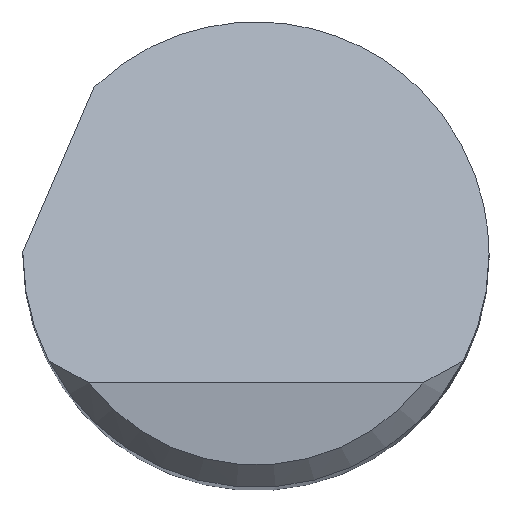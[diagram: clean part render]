
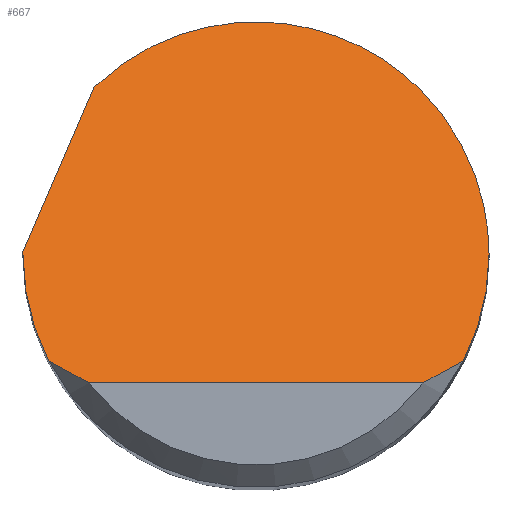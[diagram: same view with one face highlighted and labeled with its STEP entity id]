
A CAD part, top view. The second image highlights one B-rep face of the part: STEP entity #667.
In plain terms, the highlighted planar face has unit normal (0, 0.707, 0.707).
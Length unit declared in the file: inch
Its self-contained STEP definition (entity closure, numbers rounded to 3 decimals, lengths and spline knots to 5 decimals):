
#29 = EDGE_CURVE ( 'NONE', #454, #611, #184, .T. ) ;
#30 = CARTESIAN_POINT ( 'NONE',  ( -0.15625, 0., 1.91375 ) ) ;
#38 = CARTESIAN_POINT ( 'NONE',  ( 0.13906, -0.07125, 1.985 ) ) ;
#45 = ORIENTED_EDGE ( 'NONE', *, *, #624, .T. ) ;
#53 = CARTESIAN_POINT ( 'NONE',  ( 0.15625, 0., 1.91375 ) ) ;
#62 = VERTEX_POINT ( 'NONE', #465 ) ;
#82 = DIRECTION ( 'NONE',  ( 1., 0., 0. ) ) ;
#83 = ORIENTED_EDGE ( 'NONE', *, *, #261, .F. ) ;
#88 = CARTESIAN_POINT ( 'NONE',  ( -0.13035, -0.07657, 1.99032 ) ) ;
#91 = ORIENTED_EDGE ( 'NONE', *, *, #689, .F. ) ;
#99 = EDGE_CURVE ( 'NONE', #328, #62, #596, .T. ) ;
#128 = CARTESIAN_POINT ( 'NONE',  ( -0.15625, 0., 1.91375 ) ) ;
#132 = CARTESIAN_POINT ( 'NONE',  ( 0.15625, 0.1616, 1.75215 ) ) ;
#135 = CARTESIAN_POINT ( 'NONE',  ( -0.15625, -0.02489, 1.93864 ) ) ;
#142 = CARTESIAN_POINT ( 'NONE',  ( 0.15625, 0., 1.91375 ) ) ;
#145 = CARTESIAN_POINT ( 'NONE',  ( 0., -0.08625, 2. ) ) ;
#157 = VECTOR ( 'NONE', #471, 39.37008 ) ;
#158 = CARTESIAN_POINT ( 'NONE',  ( 0.13035, -0.07657, 1.99032 ) ) ;
#162 = B_SPLINE_CURVE_WITH_KNOTS ( 'NONE', 3,
 ( #790, #478, #158, #38 ),
 .UNSPECIFIED., .F., .F.,
 ( 4, 4 ),
 ( 0., 0.00088 ),
 .UNSPECIFIED. ) ;
#173 = ORIENTED_EDGE ( 'NONE', *, *, #29, .F. ) ;
#178 = EDGE_CURVE ( 'NONE', #62, #783, #162, .T. ) ;
#184 =( BOUNDED_CURVE ( )  B_SPLINE_CURVE ( 3, ( #763, #444, #135, #570 ),
 .UNSPECIFIED., .F., .F. ) 
 B_SPLINE_CURVE_WITH_KNOTS ( ( 4, 4 ),
 ( 4.23889, 4.71239 ),
 .UNSPECIFIED. ) 
 CURVE ( )  GEOMETRIC_REPRESENTATION_ITEM ( )  RATIONAL_B_SPLINE_CURVE ( ( 1., 0.981, 0.981, 1. ) ) 
 REPRESENTATION_ITEM ( '' )  );
#185 = ORIENTED_EDGE ( 'NONE', *, *, #178, .T. ) ;
#206 =( BOUNDED_CURVE ( )  B_SPLINE_CURVE ( 3, ( #254, #753, #132, #53 ),
 .UNSPECIFIED., .F., .F. ) 
 B_SPLINE_CURVE_WITH_KNOTS ( ( 4, 4 ),
 ( 5.51413, 7.85398 ),
 .UNSPECIFIED. ) 
 CURVE ( )  GEOMETRIC_REPRESENTATION_ITEM ( )  RATIONAL_B_SPLINE_CURVE ( ( 1., 0.593, 0.593, 1. ) ) 
 REPRESENTATION_ITEM ( '' )  );
#209 = VECTOR ( 'NONE', #82, 39.37008 ) ;
#225 = AXIS2_PLACEMENT_3D ( 'NONE', #801, #412, #283 ) ;
#232 = LINE ( 'NONE', #483, #157 ) ;
#246 = CARTESIAN_POINT ( 'NONE',  ( -0.11186, -0.08625, 2. ) ) ;
#254 = CARTESIAN_POINT ( 'NONE',  ( -0.10866, 0.11228, 1.80147 ) ) ;
#261 = EDGE_CURVE ( 'NONE', #593, #414, #206, .T. ) ;
#283 = DIRECTION ( 'NONE',  ( 0., 0.707, -0.707 ) ) ;
#290 = CARTESIAN_POINT ( 'NONE',  ( -0.13906, -0.07125, 1.985 ) ) ;
#328 = VERTEX_POINT ( 'NONE', #246 ) ;
#342 = CARTESIAN_POINT ( 'NONE',  ( 0.13906, -0.07125, 1.985 ) ) ;
#393 = EDGE_LOOP ( 'NONE', ( #683, #185, #516, #83, #91, #440, #173, #45 ) ) ;
#401 = CARTESIAN_POINT ( 'NONE',  ( 0.15625, -0.02489, 1.93864 ) ) ;
#412 = DIRECTION ( 'NONE',  ( 0., -0.707, -0.707 ) ) ;
#414 = VERTEX_POINT ( 'NONE', #636 ) ;
#440 = ORIENTED_EDGE ( 'NONE', *, *, #784, .F. ) ;
#444 = CARTESIAN_POINT ( 'NONE',  ( -0.15041, -0.04909, 1.96284 ) ) ;
#454 = VERTEX_POINT ( 'NONE', #756 ) ;
#465 = CARTESIAN_POINT ( 'NONE',  ( 0.11186, -0.08625, 2. ) ) ;
#471 = DIRECTION ( 'NONE',  ( 0.292, 0.676, -0.676 ) ) ;
#478 = CARTESIAN_POINT ( 'NONE',  ( 0.12131, -0.0816, 1.99535 ) ) ;
#483 = CARTESIAN_POINT ( 'NONE',  ( -0.19107, -0.07874, 1.99249 ) ) ;
#491 = CARTESIAN_POINT ( 'NONE',  ( -0.15624, 0.002, 1.91175 ) ) ;
#500 = CARTESIAN_POINT ( 'NONE',  ( 0.13906, -0.07125, 1.985 ) ) ;
#516 = ORIENTED_EDGE ( 'NONE', *, *, #818, .F. ) ;
#530 = FACE_OUTER_BOUND ( 'NONE', #393, .T. ) ;
#547 =( BOUNDED_CURVE ( )  B_SPLINE_CURVE ( 3, ( #128, #552, #687, #491 ),
 .UNSPECIFIED., .F., .T. ) 
 B_SPLINE_CURVE_WITH_KNOTS ( ( 4, 4 ),
 ( 4.71239, 4.72519 ),
 .UNSPECIFIED. ) 
 CURVE ( )  GEOMETRIC_REPRESENTATION_ITEM ( )  RATIONAL_B_SPLINE_CURVE ( ( 1., 1., 1., 1. ) ) 
 REPRESENTATION_ITEM ( '' )  );
#552 = CARTESIAN_POINT ( 'NONE',  ( -0.15625, 0.00067, 1.91308 ) ) ;
#570 = CARTESIAN_POINT ( 'NONE',  ( -0.15625, 0., 1.91375 ) ) ;
#578 = B_SPLINE_CURVE_WITH_KNOTS ( 'NONE', 3,
 ( #290, #88, #747, #616 ),
 .UNSPECIFIED., .F., .F.,
 ( 4, 4 ),
 ( 0., 0.00088 ),
 .UNSPECIFIED. ) ;
#593 = VERTEX_POINT ( 'NONE', #599 ) ;
#596 = LINE ( 'NONE', #145, #209 ) ;
#599 = CARTESIAN_POINT ( 'NONE',  ( -0.10866, 0.11228, 1.80147 ) ) ;
#611 = VERTEX_POINT ( 'NONE', #30 ) ;
#616 = CARTESIAN_POINT ( 'NONE',  ( -0.11186, -0.08625, 2. ) ) ;
#624 = EDGE_CURVE ( 'NONE', #454, #328, #578, .T. ) ;
#636 = CARTESIAN_POINT ( 'NONE',  ( 0.15625, 0., 1.91375 ) ) ;
#667 = ADVANCED_FACE ( 'NONE', ( #530 ), #677, .F. ) ;
#670 =( BOUNDED_CURVE ( )  B_SPLINE_CURVE ( 3, ( #142, #401, #706, #342 ),
 .UNSPECIFIED., .F., .F. ) 
 B_SPLINE_CURVE_WITH_KNOTS ( ( 4, 4 ),
 ( 1.5708, 2.04429 ),
 .UNSPECIFIED. ) 
 CURVE ( )  GEOMETRIC_REPRESENTATION_ITEM ( )  RATIONAL_B_SPLINE_CURVE ( ( 1., 0.981, 0.981, 1. ) ) 
 REPRESENTATION_ITEM ( '' )  );
#677 = PLANE ( 'NONE',  #225 ) ;
#683 = ORIENTED_EDGE ( 'NONE', *, *, #99, .T. ) ;
#687 = CARTESIAN_POINT ( 'NONE',  ( -0.15625, 0.00133, 1.91242 ) ) ;
#689 = EDGE_CURVE ( 'NONE', #700, #593, #232, .T. ) ;
#700 = VERTEX_POINT ( 'NONE', #804 ) ;
#706 = CARTESIAN_POINT ( 'NONE',  ( 0.15041, -0.04909, 1.96284 ) ) ;
#747 = CARTESIAN_POINT ( 'NONE',  ( -0.12131, -0.0816, 1.99535 ) ) ;
#753 = CARTESIAN_POINT ( 'NONE',  ( 0.00746, 0.22466, 1.68909 ) ) ;
#756 = CARTESIAN_POINT ( 'NONE',  ( -0.13906, -0.07125, 1.985 ) ) ;
#763 = CARTESIAN_POINT ( 'NONE',  ( -0.13906, -0.07125, 1.985 ) ) ;
#783 = VERTEX_POINT ( 'NONE', #500 ) ;
#784 = EDGE_CURVE ( 'NONE', #611, #700, #547, .T. ) ;
#790 = CARTESIAN_POINT ( 'NONE',  ( 0.11186, -0.08625, 2. ) ) ;
#801 = CARTESIAN_POINT ( 'NONE',  ( -0.15625, -0.08625, 2. ) ) ;
#804 = CARTESIAN_POINT ( 'NONE',  ( -0.15624, 0.002, 1.91175 ) ) ;
#818 = EDGE_CURVE ( 'NONE', #414, #783, #670, .T. ) ;
